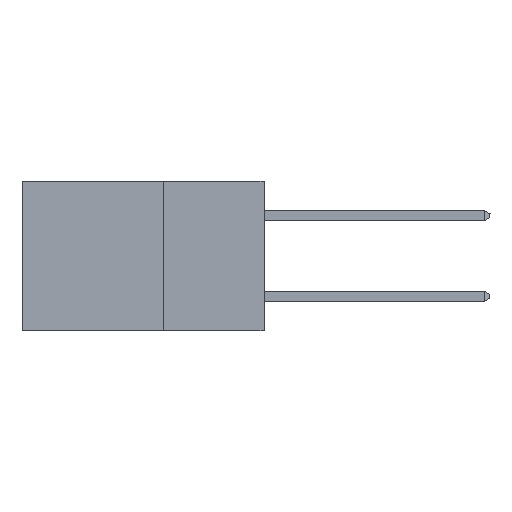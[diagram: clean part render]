
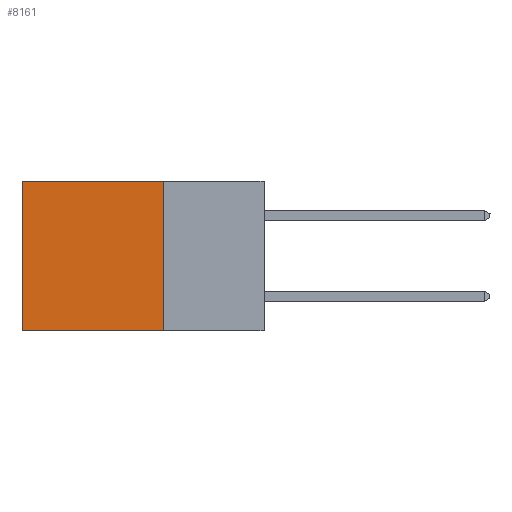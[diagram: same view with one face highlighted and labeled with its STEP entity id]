
A CAD part, left-side view. The second image highlights one B-rep face of the part: STEP entity #8161.
In plain terms, the highlighted planar face has unit normal (-1, 0, 0).
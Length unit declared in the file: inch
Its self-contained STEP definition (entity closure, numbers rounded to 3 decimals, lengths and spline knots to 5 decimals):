
#1598 = PLANE ( 'NONE',  #19947 ) ;
#1983 = EDGE_CURVE ( 'NONE', #4248, #12015, #20645, .T. ) ;
#2436 = CARTESIAN_POINT ( 'NONE',  ( 0.2615, 0.25, -0.37 ) ) ;
#2933 = VERTEX_POINT ( 'NONE', #24682 ) ;
#3214 = VERTEX_POINT ( 'NONE', #19887 ) ;
#3741 = DIRECTION ( 'NONE',  ( 0., 0., -1. ) ) ;
#4103 = LINE ( 'NONE', #22778, #25661 ) ;
#4248 = VERTEX_POINT ( 'NONE', #2436 ) ;
#4492 = VECTOR ( 'NONE', #6466, 39.37008 ) ;
#4844 = LINE ( 'NONE', #5424, #25747 ) ;
#5424 = CARTESIAN_POINT ( 'NONE',  ( 0.2615, 0.25, 0. ) ) ;
#6466 = DIRECTION ( 'NONE',  ( 0., 0., -1. ) ) ;
#8161 = ADVANCED_FACE ( 'NONE', ( #20457 ), #1598, .F. ) ;
#9132 = EDGE_CURVE ( 'NONE', #3214, #4248, #4103, .T. ) ;
#9326 = CARTESIAN_POINT ( 'NONE',  ( 0.2615, 0.6, -0.37 ) ) ;
#10105 = CARTESIAN_POINT ( 'NONE',  ( 0.2615, 0.25, -0.37 ) ) ;
#10151 = ORIENTED_EDGE ( 'NONE', *, *, #21999, .T. ) ;
#10399 = DIRECTION ( 'NONE',  ( 0., 0., -1. ) ) ;
#11730 = ORIENTED_EDGE ( 'NONE', *, *, #11791, .T. ) ;
#11791 = EDGE_CURVE ( 'NONE', #2933, #12015, #21176, .T. ) ;
#12015 = VERTEX_POINT ( 'NONE', #9326 ) ;
#12727 = CARTESIAN_POINT ( 'NONE',  ( 0.2615, 0.6, -0.37 ) ) ;
#16262 = DIRECTION ( 'NONE',  ( 1., 0., 0. ) ) ;
#16423 = ORIENTED_EDGE ( 'NONE', *, *, #1983, .F. ) ;
#16864 = ORIENTED_EDGE ( 'NONE', *, *, #9132, .F. ) ;
#18295 = CARTESIAN_POINT ( 'NONE',  ( 0.2615, 0.25, -0.37 ) ) ;
#19887 = CARTESIAN_POINT ( 'NONE',  ( 0.2615, 0.25, 0. ) ) ;
#19947 = AXIS2_PLACEMENT_3D ( 'NONE', #18295, #16262, #3741 ) ;
#20136 = DIRECTION ( 'NONE',  ( 0., 1., 0. ) ) ;
#20457 = FACE_OUTER_BOUND ( 'NONE', #26896, .T. ) ;
#20645 = LINE ( 'NONE', #10105, #26164 ) ;
#21176 = LINE ( 'NONE', #12727, #4492 ) ;
#21472 = DIRECTION ( 'NONE',  ( 0., 1., 0. ) ) ;
#21999 = EDGE_CURVE ( 'NONE', #3214, #2933, #4844, .T. ) ;
#22778 = CARTESIAN_POINT ( 'NONE',  ( 0.2615, 0.25, -0.37 ) ) ;
#24682 = CARTESIAN_POINT ( 'NONE',  ( 0.2615, 0.6, 0. ) ) ;
#25661 = VECTOR ( 'NONE', #10399, 39.37008 ) ;
#25747 = VECTOR ( 'NONE', #20136, 39.37008 ) ;
#26164 = VECTOR ( 'NONE', #21472, 39.37008 ) ;
#26896 = EDGE_LOOP ( 'NONE', ( #11730, #16423, #16864, #10151 ) ) ;
